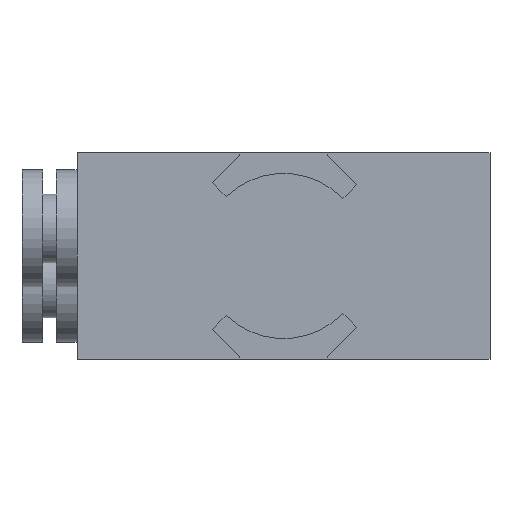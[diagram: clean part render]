
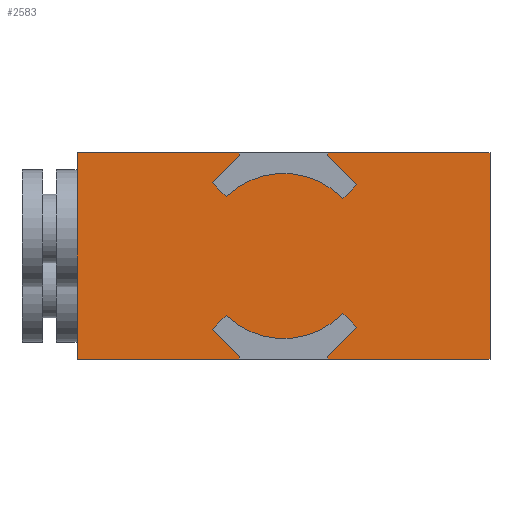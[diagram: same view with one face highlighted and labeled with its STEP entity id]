
A CAD part, front view. The second image highlights one B-rep face of the part: STEP entity #2583.
In plain terms, the highlighted planar face has unit normal (0, -1, 0).
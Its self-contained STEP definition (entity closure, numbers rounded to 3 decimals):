
#881=CARTESIAN_POINT('',(15.0,0.,-7.5));
#882=VERTEX_POINT('',#881);
#889=CARTESIAN_POINT('',(3.2,0.,-7.5));
#890=VERTEX_POINT('',#889);
#891=CARTESIAN_POINT('',(3.2,0.,-7.5));
#892=DIRECTION('',(1.0,0.0,0.0));
#893=VECTOR('',#892,11.8);
#894=LINE('',#891,#893);
#895=EDGE_CURVE('',#890,#882,#894,.T.);
#913=CARTESIAN_POINT('',(-3.2,0.,-7.5));
#914=VERTEX_POINT('',#913);
#921=CARTESIAN_POINT('',(-15.0,0.,-7.5));
#922=VERTEX_POINT('',#921);
#923=CARTESIAN_POINT('',(-15.0,0.,-7.5));
#924=DIRECTION('',(1.0,0.0,0.0));
#925=VECTOR('',#924,11.8);
#926=LINE('',#923,#925);
#927=EDGE_CURVE('',#922,#914,#926,.T.);
#1061=CARTESIAN_POINT('',(15.0,0.,7.5));
#1062=VERTEX_POINT('',#1061);
#1069=CARTESIAN_POINT('',(15.0,0.,7.5));
#1070=DIRECTION('',(0.0,0.0,-1.0));
#1071=VECTOR('',#1070,15.0);
#1072=LINE('',#1069,#1071);
#1073=EDGE_CURVE('',#1062,#882,#1072,.T.);
#1111=CARTESIAN_POINT('',(-15.0,0.,7.5));
#1112=VERTEX_POINT('',#1111);
#1119=CARTESIAN_POINT('',(-3.2,0.,7.5));
#1120=VERTEX_POINT('',#1119);
#1121=CARTESIAN_POINT('',(-3.2,0.,7.5));
#1122=DIRECTION('',(-1.0,0.0,0.0));
#1123=VECTOR('',#1122,11.8);
#1124=LINE('',#1121,#1123);
#1125=EDGE_CURVE('',#1120,#1112,#1124,.T.);
#1143=CARTESIAN_POINT('',(3.2,0.,7.5));
#1144=VERTEX_POINT('',#1143);
#1151=CARTESIAN_POINT('',(15.0,0.,7.5));
#1152=DIRECTION('',(-1.0,0.0,0.0));
#1153=VECTOR('',#1152,11.8);
#1154=LINE('',#1151,#1153);
#1155=EDGE_CURVE('',#1062,#1144,#1154,.T.);
#1268=CARTESIAN_POINT('',(-15.0,0.,7.5));
#1269=DIRECTION('',(0.0,0.0,-1.0));
#1270=VECTOR('',#1269,15.0);
#1271=LINE('',#1268,#1270);
#1272=EDGE_CURVE('',#1112,#922,#1271,.T.);
#2119=CARTESIAN_POINT('',(-5.177,0.,5.323));
#2120=VERTEX_POINT('',#2119);
#2127=CARTESIAN_POINT('',(-4.169,0.,4.315));
#2128=VERTEX_POINT('',#2127);
#2129=CARTESIAN_POINT('',(-4.169,0.,4.315));
#2130=DIRECTION('',(-0.707,0.0,0.707));
#2131=VECTOR('',#2130,1.426);
#2132=LINE('',#2129,#2131);
#2133=EDGE_CURVE('',#2128,#2120,#2132,.T.);
#2159=CARTESIAN_POINT('',(4.315,0.,4.169));
#2160=VERTEX_POINT('',#2159);
#2161=CARTESIAN_POINT('',(0.,0.,0.));
#2162=DIRECTION('',(0.0,-1.0,0.0));
#2163=DIRECTION('',(-0.719,0.0,-0.695));
#2164=AXIS2_PLACEMENT_3D('',#2161,#2162,#2163);
#2165=CIRCLE('',#2164,6.);
#2166=EDGE_CURVE('',#2160,#2128,#2165,.T.);
#2191=CARTESIAN_POINT('',(5.323,0.,5.177));
#2192=VERTEX_POINT('',#2191);
#2193=CARTESIAN_POINT('',(5.323,0.,5.177));
#2194=DIRECTION('',(-0.707,0.0,-0.707));
#2195=VECTOR('',#2194,1.426);
#2196=LINE('',#2193,#2195);
#2197=EDGE_CURVE('',#2192,#2160,#2196,.T.);
#2222=CARTESIAN_POINT('',(3.2,0.,7.3));
#2223=VERTEX_POINT('',#2222);
#2224=CARTESIAN_POINT('',(3.2,0.,7.3));
#2225=DIRECTION('',(0.707,0.0,-0.707));
#2226=VECTOR('',#2225,3.002);
#2227=LINE('',#2224,#2226);
#2228=EDGE_CURVE('',#2223,#2192,#2227,.T.);
#2251=CARTESIAN_POINT('',(3.2,0.,7.5));
#2252=DIRECTION('',(0.0,0.0,-1.0));
#2253=VECTOR('',#2252,0.2);
#2254=LINE('',#2251,#2253);
#2255=EDGE_CURVE('',#1144,#2223,#2254,.T.);
#2275=CARTESIAN_POINT('',(-3.2,0.,7.3));
#2276=VERTEX_POINT('',#2275);
#2277=CARTESIAN_POINT('',(-3.2,0.,7.3));
#2278=DIRECTION('',(0.0,0.0,1.0));
#2279=VECTOR('',#2278,0.2);
#2280=LINE('',#2277,#2279);
#2281=EDGE_CURVE('',#2276,#1120,#2280,.T.);
#2304=CARTESIAN_POINT('',(-5.177,0.,5.323));
#2305=DIRECTION('',(0.707,0.0,0.707));
#2306=VECTOR('',#2305,2.796);
#2307=LINE('',#2304,#2306);
#2308=EDGE_CURVE('',#2120,#2276,#2307,.T.);
#2345=CARTESIAN_POINT('',(-5.177,0.,-5.323));
#2346=VERTEX_POINT('',#2345);
#2353=CARTESIAN_POINT('',(-3.2,0.,-7.3));
#2354=VERTEX_POINT('',#2353);
#2355=CARTESIAN_POINT('',(-3.2,0.,-7.3));
#2356=DIRECTION('',(-0.707,0.0,0.707));
#2357=VECTOR('',#2356,2.796);
#2358=LINE('',#2355,#2357);
#2359=EDGE_CURVE('',#2354,#2346,#2358,.T.);
#2382=CARTESIAN_POINT('',(-3.2,0.,-7.5));
#2383=DIRECTION('',(0.0,0.0,1.0));
#2384=VECTOR('',#2383,0.2);
#2385=LINE('',#2382,#2384);
#2386=EDGE_CURVE('',#914,#2354,#2385,.T.);
#2406=CARTESIAN_POINT('',(3.2,0.,-7.3));
#2407=VERTEX_POINT('',#2406);
#2408=CARTESIAN_POINT('',(3.2,0.,-7.3));
#2409=DIRECTION('',(0.0,0.0,-1.0));
#2410=VECTOR('',#2409,0.2);
#2411=LINE('',#2408,#2410);
#2412=EDGE_CURVE('',#2407,#890,#2411,.T.);
#2437=CARTESIAN_POINT('',(5.323,0.,-5.177));
#2438=VERTEX_POINT('',#2437);
#2439=CARTESIAN_POINT('',(5.323,0.,-5.177));
#2440=DIRECTION('',(-0.707,0.0,-0.707));
#2441=VECTOR('',#2440,3.002);
#2442=LINE('',#2439,#2441);
#2443=EDGE_CURVE('',#2438,#2407,#2442,.T.);
#2468=CARTESIAN_POINT('',(4.315,0.,-4.169));
#2469=VERTEX_POINT('',#2468);
#2470=CARTESIAN_POINT('',(4.315,0.,-4.169));
#2471=DIRECTION('',(0.707,0.0,-0.707));
#2472=VECTOR('',#2471,1.426);
#2473=LINE('',#2470,#2472);
#2474=EDGE_CURVE('',#2469,#2438,#2473,.T.);
#2500=CARTESIAN_POINT('',(-4.169,0.,-4.315));
#2501=VERTEX_POINT('',#2500);
#2502=CARTESIAN_POINT('',(0.,0.,0.));
#2503=DIRECTION('',(0.0,-1.0,0.0));
#2504=DIRECTION('',(-0.695,0.0,-0.719));
#2505=AXIS2_PLACEMENT_3D('',#2502,#2503,#2504);
#2506=CIRCLE('',#2505,6.);
#2507=EDGE_CURVE('',#2501,#2469,#2506,.T.);
#2530=CARTESIAN_POINT('',(-5.177,0.,-5.323));
#2531=DIRECTION('',(0.707,0.0,0.707));
#2532=VECTOR('',#2531,1.426);
#2533=LINE('',#2530,#2532);
#2534=EDGE_CURVE('',#2346,#2501,#2533,.T.);
#2556=CARTESIAN_POINT('',(15.0,0.,0.0));
#2557=DIRECTION('',(0.0,-1.0,0.0));
#2558=DIRECTION('',(0.0,0.0,-1.0));
#2559=AXIS2_PLACEMENT_3D('',#2556,#2557,#2558);
#2560=PLANE('',#2559);
#2561=ORIENTED_EDGE('',*,*,#2255,.T.);
#2562=ORIENTED_EDGE('',*,*,#2228,.T.);
#2563=ORIENTED_EDGE('',*,*,#2197,.T.);
#2564=ORIENTED_EDGE('',*,*,#2166,.T.);
#2565=ORIENTED_EDGE('',*,*,#2133,.T.);
#2566=ORIENTED_EDGE('',*,*,#2308,.T.);
#2567=ORIENTED_EDGE('',*,*,#2281,.T.);
#2568=ORIENTED_EDGE('',*,*,#1125,.T.);
#2569=ORIENTED_EDGE('',*,*,#1272,.T.);
#2570=ORIENTED_EDGE('',*,*,#927,.T.);
#2571=ORIENTED_EDGE('',*,*,#2386,.T.);
#2572=ORIENTED_EDGE('',*,*,#2359,.T.);
#2573=ORIENTED_EDGE('',*,*,#2534,.T.);
#2574=ORIENTED_EDGE('',*,*,#2507,.T.);
#2575=ORIENTED_EDGE('',*,*,#2474,.T.);
#2576=ORIENTED_EDGE('',*,*,#2443,.T.);
#2577=ORIENTED_EDGE('',*,*,#2412,.T.);
#2578=ORIENTED_EDGE('',*,*,#895,.T.);
#2579=ORIENTED_EDGE('',*,*,#1073,.F.);
#2580=ORIENTED_EDGE('',*,*,#1155,.T.);
#2581=EDGE_LOOP('',(#2561,#2562,#2563,#2564,#2565,#2566,#2567,#2568,#2569,#2570,#2571,#2572,#2573,#2574,#2575,#2576,#2577,#2578,#2579,#2580));
#2582=FACE_OUTER_BOUND('',#2581,.T.);
#2583=ADVANCED_FACE('',(#2582),#2560,.T.);
